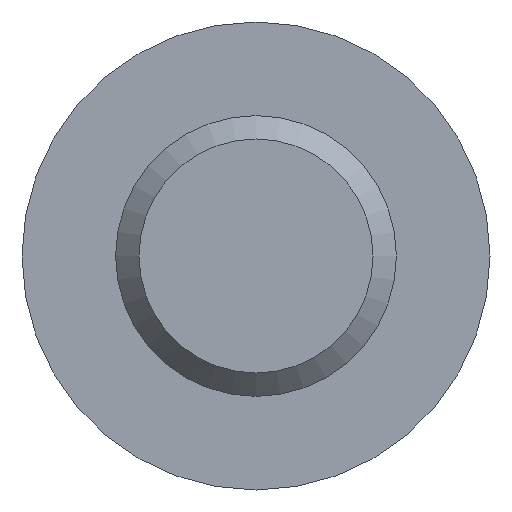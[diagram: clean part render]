
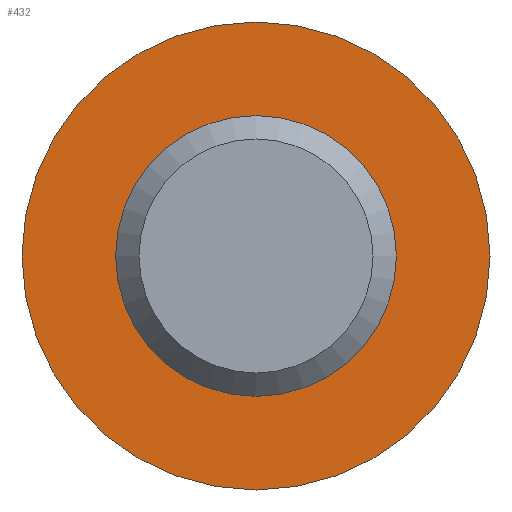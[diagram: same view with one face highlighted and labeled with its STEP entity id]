
A CAD part, front view. The second image highlights one B-rep face of the part: STEP entity #432.
In plain terms, the highlighted planar face has unit normal (0, -1, 0).
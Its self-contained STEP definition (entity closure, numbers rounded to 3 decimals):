
#18 = CARTESIAN_POINT ( 'NONE',  ( 0., 25., -5. ) ) ;
#54 = CARTESIAN_POINT ( 'NONE',  ( 0., 25., -3. ) ) ;
#56 = CARTESIAN_POINT ( 'NONE',  ( 0., 25., 0. ) ) ;
#59 = VERTEX_POINT ( 'NONE', #18 ) ;
#121 = ORIENTED_EDGE ( 'NONE', *, *, #493, .T. ) ;
#143 = AXIS2_PLACEMENT_3D ( 'NONE', #313, #409, #411 ) ;
#167 = PLANE ( 'NONE',  #143 ) ;
#200 = ORIENTED_EDGE ( 'NONE', *, *, #231, .F. ) ;
#222 = CIRCLE ( 'NONE', #427, 3. ) ;
#231 = EDGE_CURVE ( 'NONE', #521, #521, #222, .T. ) ;
#262 = CIRCLE ( 'NONE', #333, 5. ) ;
#266 = DIRECTION ( 'NONE',  ( 0., 0., -1. ) ) ;
#271 = DIRECTION ( 'NONE',  ( 0., -1., 0. ) ) ;
#293 = EDGE_LOOP ( 'NONE', ( #200 ) ) ;
#309 = CARTESIAN_POINT ( 'NONE',  ( 0., 25., 0. ) ) ;
#313 = CARTESIAN_POINT ( 'NONE',  ( -3., 25., 0. ) ) ;
#333 = AXIS2_PLACEMENT_3D ( 'NONE', #56, #476, #266 ) ;
#336 = EDGE_LOOP ( 'NONE', ( #121 ) ) ;
#409 = DIRECTION ( 'NONE',  ( 0., 1., 0. ) ) ;
#411 = DIRECTION ( 'NONE',  ( 0., 0., 1. ) ) ;
#420 = DIRECTION ( 'NONE',  ( 0., 0., -1. ) ) ;
#427 = AXIS2_PLACEMENT_3D ( 'NONE', #309, #271, #420 ) ;
#432 = ADVANCED_FACE ( 'NONE', ( #475, #526 ), #167, .F. ) ;
#475 = FACE_BOUND ( 'NONE', #293, .T. ) ;
#476 = DIRECTION ( 'NONE',  ( 0., -1., 0. ) ) ;
#493 = EDGE_CURVE ( 'NONE', #59, #59, #262, .T. ) ;
#521 = VERTEX_POINT ( 'NONE', #54 ) ;
#526 = FACE_OUTER_BOUND ( 'NONE', #336, .T. ) ;
